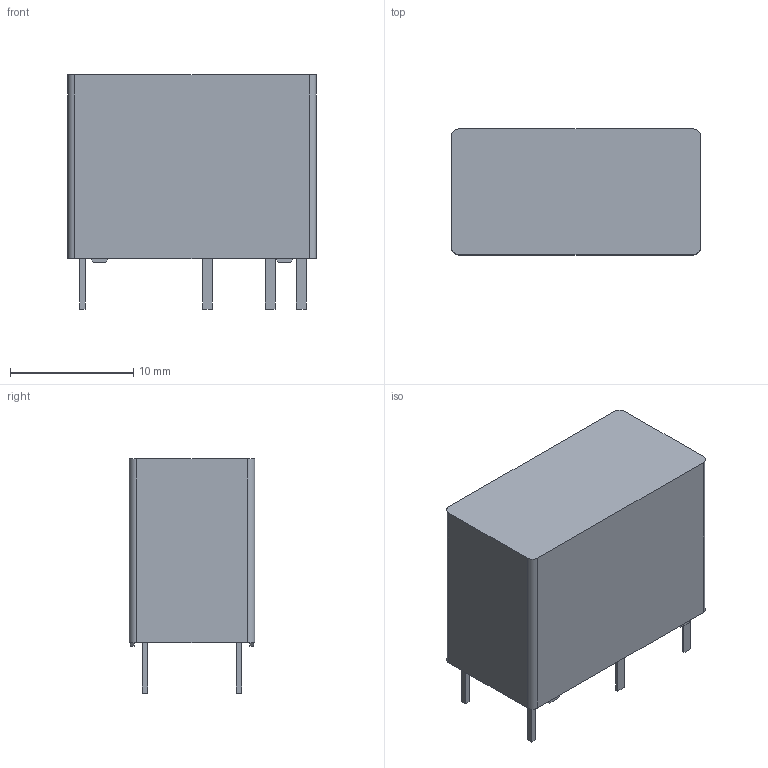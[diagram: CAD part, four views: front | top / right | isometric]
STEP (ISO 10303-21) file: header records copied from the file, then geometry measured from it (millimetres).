
FILE_DESCRIPTION((''),'2;1');
FILE_NAME('REL_TYCO_PCH.stp','2012-01-23T13:49:09',(''),(''),'Mechanical Desktop 2011','Mechanical Desktop 2011',', , ');
FILE_SCHEMA(('AUTOMOTIVE_DESIGN { 1 2 10303 214 1 1 1 1 }'));
Length unit declared in the file: millimetre
Products named in the file (1): Product
Bounding box: 20.2 x 10.2 x 19 mm (x, y, z)
Volume: 3069.7 mm3; surface area: 1350.9 mm2
Topology: 10 solids, 10 shells, 64 faces, 152 edges, 128 vertices
Faces by surface type: plane 54, bspline 6, cylinder 4
Entity records: 1855 total; most frequent: CARTESIAN_POINT 343, DIRECTION 278, ORIENTED_EDGE 264, VECTOR 144, LINE 144, EDGE_CURVE 132, VERTEX_POINT 88, AXIS2_PLACEMENT_3D 67
